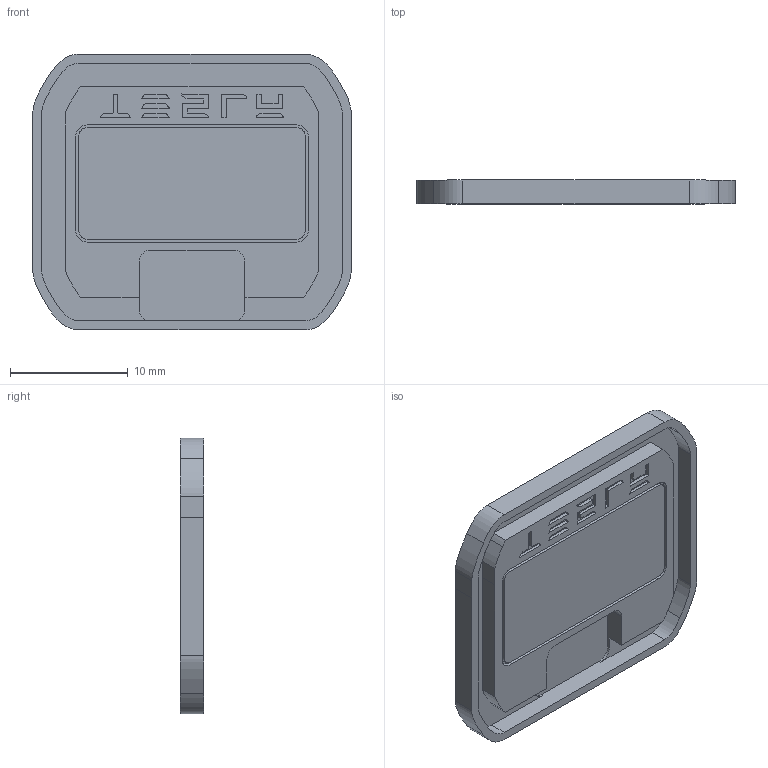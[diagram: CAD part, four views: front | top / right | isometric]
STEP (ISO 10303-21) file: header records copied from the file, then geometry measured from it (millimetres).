
FILE_DESCRIPTION(/* description */ (''),/* implementation_level */ '2;1');
FILE_NAME(/* name */ 'AcrylicAntennaV3 v10.step',/* time_stamp */ '2020-10-03T22:17:05+02:00',/* author */ (''),/* organization */ (''),/* preprocessor_version */ 'ST-DEVELOPER v18.1',/* originating_system */ 'Autodesk Translation Framework v9.3.0.1241',/* authorisation */ '');
FILE_SCHEMA (('AUTOMOTIVE_DESIGN { 1 0 10303 214 3 1 1 }'));
Length unit declared in the file: millimetre
Products named in the file (1): AcrylicAntennaV3
Bounding box: 27.05 x 2 x 23.4 mm (x, y, z)
Volume: 905.9 mm3; surface area: 1719.5 mm2
Topology: 1 solids, 1 shells, 133 faces, 360 edges, 240 vertices
Faces by surface type: plane 84, bspline 45, cylinder 4
Entity records: 4566 total; most frequent: CARTESIAN_POINT 1523, ORIENTED_EDGE 720, DIRECTION 456, EDGE_CURVE 360, LINE 262, VECTOR 262, VERTEX_POINT 240, EDGE_LOOP 144
